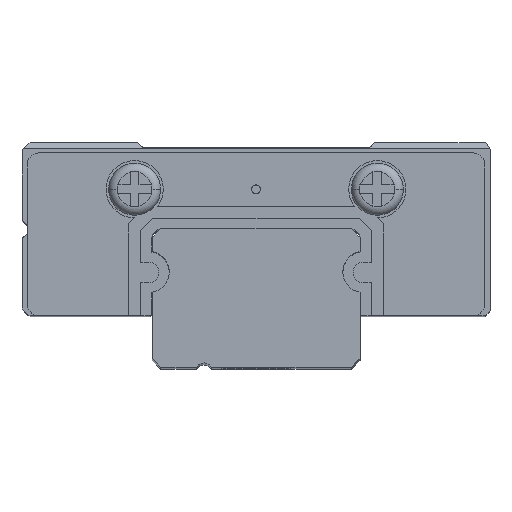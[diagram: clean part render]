
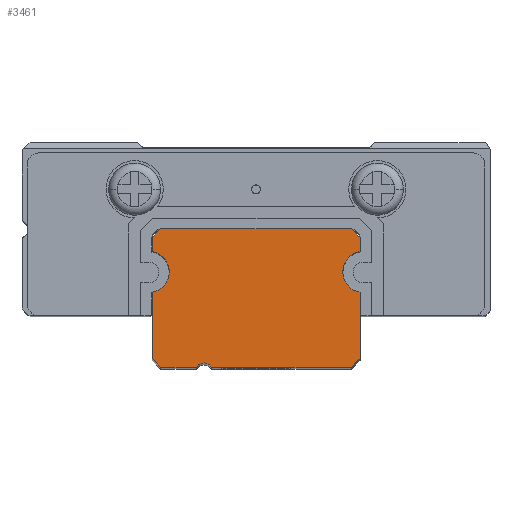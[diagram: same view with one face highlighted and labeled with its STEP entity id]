
A CAD part, top view. The second image highlights one B-rep face of the part: STEP entity #3461.
In plain terms, the highlighted planar face has unit normal (0, 0, 1).
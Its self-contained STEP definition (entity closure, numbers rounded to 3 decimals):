
#58 = CARTESIAN_POINT ( 'NONE',  ( 0., -4., 0. ) ) ;
#110 = CIRCLE ( 'NONE', #2281, 1.19 ) ;
#160 = CARTESIAN_POINT ( 'NONE',  ( -6., 2.674, 0. ) ) ;
#165 = EDGE_CURVE ( 'NONE', #1936, #2206, #5407, .T. ) ;
#217 = VECTOR ( 'NONE', #1534, 1000. ) ;
#332 = EDGE_CURVE ( 'NONE', #1936, #2446, #3556, .T. ) ;
#334 = LINE ( 'NONE', #2288, #5467 ) ;
#387 = CARTESIAN_POINT ( 'NONE',  ( 5.5, -4., 0. ) ) ;
#405 = EDGE_CURVE ( 'NONE', #7926, #7371, #5596, .T. ) ;
#509 = EDGE_CURVE ( 'NONE', #6040, #7371, #3823, .T. ) ;
#528 = CARTESIAN_POINT ( 'NONE',  ( 6., 0., 0. ) ) ;
#540 = VERTEX_POINT ( 'NONE', #1843 ) ;
#581 = LINE ( 'NONE', #8454, #7827 ) ;
#656 = ORIENTED_EDGE ( 'NONE', *, *, #405, .T. ) ;
#679 = EDGE_LOOP ( 'NONE', ( #2417, #4282, #4679, #7753, #7714, #656, #4774, #6687, #1095, #1973, #3748, #7853, #7287, #5279, #5086 ) ) ;
#696 = CARTESIAN_POINT ( 'NONE',  ( 6., 2.674, 0. ) ) ;
#740 = DIRECTION ( 'NONE',  ( 0., 0., 1. ) ) ;
#815 = EDGE_CURVE ( 'NONE', #7977, #8005, #8395, .T. ) ;
#898 = EDGE_CURVE ( 'NONE', #7468, #1698, #3428, .T. ) ;
#1095 = ORIENTED_EDGE ( 'NONE', *, *, #2246, .F. ) ;
#1244 = DIRECTION ( 'NONE',  ( 0., -1., 0. ) ) ;
#1299 = LINE ( 'NONE', #1860, #1488 ) ;
#1318 = EDGE_CURVE ( 'NONE', #7244, #1698, #2375, .T. ) ;
#1447 = CARTESIAN_POINT ( 'NONE',  ( 6., 0., 0. ) ) ;
#1488 = VECTOR ( 'NONE', #4501, 1000. ) ;
#1534 = DIRECTION ( 'NONE',  ( 0., -1., 0. ) ) ;
#1550 = CARTESIAN_POINT ( 'NONE',  ( -6., 0., 0. ) ) ;
#1663 = CARTESIAN_POINT ( 'NONE',  ( -5.5, 4., 0. ) ) ;
#1698 = VERTEX_POINT ( 'NONE', #6172 ) ;
#1839 = AXIS2_PLACEMENT_3D ( 'NONE', #2015, #740, #2608 ) ;
#1843 = CARTESIAN_POINT ( 'NONE',  ( 5.5, 4., 0. ) ) ;
#1860 = CARTESIAN_POINT ( 'NONE',  ( 4.75, 4.75, 0. ) ) ;
#1923 = CARTESIAN_POINT ( 'NONE',  ( -4.75, 4.75, 0. ) ) ;
#1936 = VERTEX_POINT ( 'NONE', #7897 ) ;
#1973 = ORIENTED_EDGE ( 'NONE', *, *, #6405, .T. ) ;
#1978 = CARTESIAN_POINT ( 'NONE',  ( -6.2, 1.5, 0. ) ) ;
#2015 = CARTESIAN_POINT ( 'NONE',  ( -3., -4.25, 0. ) ) ;
#2124 = DIRECTION ( 'NONE',  ( 1., 0., 0. ) ) ;
#2186 = DIRECTION ( 'NONE',  ( 0., 0., 1. ) ) ;
#2206 = VERTEX_POINT ( 'NONE', #3079 ) ;
#2226 = CARTESIAN_POINT ( 'NONE',  ( 6., -3.5, 0. ) ) ;
#2227 = VECTOR ( 'NONE', #5641, 1000. ) ;
#2246 = EDGE_CURVE ( 'NONE', #3912, #5609, #8040, .T. ) ;
#2281 = AXIS2_PLACEMENT_3D ( 'NONE', #1978, #2186, #6197 ) ;
#2288 = CARTESIAN_POINT ( 'NONE',  ( -4.75, -4.75, 0. ) ) ;
#2353 = EDGE_CURVE ( 'NONE', #7244, #7926, #6223, .T. ) ;
#2375 = CIRCLE ( 'NONE', #1839, 0.5 ) ;
#2415 = DIRECTION ( 'NONE',  ( 1., 0., 0. ) ) ;
#2417 = ORIENTED_EDGE ( 'NONE', *, *, #332, .T. ) ;
#2446 = VERTEX_POINT ( 'NONE', #6262 ) ;
#2495 = CARTESIAN_POINT ( 'NONE',  ( 0., 4., 0. ) ) ;
#2608 = DIRECTION ( 'NONE',  ( 1., 0., 0. ) ) ;
#2616 = CARTESIAN_POINT ( 'NONE',  ( -6.2, 1.5, 0. ) ) ;
#2913 = VECTOR ( 'NONE', #1244, 1000. ) ;
#2931 = VECTOR ( 'NONE', #2415, 1000. ) ;
#3079 = CARTESIAN_POINT ( 'NONE',  ( -5.01, 1.5, 0. ) ) ;
#3428 = LINE ( 'NONE', #58, #6373 ) ;
#3461 = ADVANCED_FACE ( 'NONE', ( #4302 ), #5594, .T. ) ;
#3556 = LINE ( 'NONE', #1550, #2227 ) ;
#3595 = DIRECTION ( 'NONE',  ( 0., 0., 1. ) ) ;
#3682 = DIRECTION ( 'NONE',  ( -0.707, -0.707, 0. ) ) ;
#3708 = VECTOR ( 'NONE', #3847, 1000. ) ;
#3748 = ORIENTED_EDGE ( 'NONE', *, *, #8388, .F. ) ;
#3749 = DIRECTION ( 'NONE',  ( 0., 0., 1. ) ) ;
#3823 = LINE ( 'NONE', #528, #2913 ) ;
#3847 = DIRECTION ( 'NONE',  ( 1., 0., 0. ) ) ;
#3887 = CARTESIAN_POINT ( 'NONE',  ( 6., 0.326, 0. ) ) ;
#3912 = VERTEX_POINT ( 'NONE', #7014 ) ;
#4153 = EDGE_CURVE ( 'NONE', #2206, #6062, #110, .T. ) ;
#4282 = ORIENTED_EDGE ( 'NONE', *, *, #5797, .T. ) ;
#4302 = FACE_OUTER_BOUND ( 'NONE', #679, .T. ) ;
#4501 = DIRECTION ( 'NONE',  ( -0.707, 0.707, 0. ) ) ;
#4614 = DIRECTION ( 'NONE',  ( 1., 0., 0. ) ) ;
#4679 = ORIENTED_EDGE ( 'NONE', *, *, #898, .T. ) ;
#4717 = CARTESIAN_POINT ( 'NONE',  ( 6.2, 1.5, 0. ) ) ;
#4774 = ORIENTED_EDGE ( 'NONE', *, *, #509, .F. ) ;
#5037 = CARTESIAN_POINT ( 'NONE',  ( 0., 0., 0. ) ) ;
#5086 = ORIENTED_EDGE ( 'NONE', *, *, #165, .F. ) ;
#5244 = EDGE_CURVE ( 'NONE', #8005, #6062, #581, .T. ) ;
#5279 = ORIENTED_EDGE ( 'NONE', *, *, #4153, .F. ) ;
#5407 = CIRCLE ( 'NONE', #6920, 1.19 ) ;
#5467 = VECTOR ( 'NONE', #5663, 1000. ) ;
#5594 = PLANE ( 'NONE',  #6970 ) ;
#5596 = LINE ( 'NONE', #8229, #7339 ) ;
#5609 = VERTEX_POINT ( 'NONE', #696 ) ;
#5641 = DIRECTION ( 'NONE',  ( 0., -1., 0. ) ) ;
#5663 = DIRECTION ( 'NONE',  ( 0.707, -0.707, 0. ) ) ;
#5797 = EDGE_CURVE ( 'NONE', #2446, #7468, #334, .T. ) ;
#5799 = LINE ( 'NONE', #2495, #3708 ) ;
#5988 = CARTESIAN_POINT ( 'NONE',  ( -2.567, -4., 0. ) ) ;
#6040 = VERTEX_POINT ( 'NONE', #3887 ) ;
#6062 = VERTEX_POINT ( 'NONE', #160 ) ;
#6172 = CARTESIAN_POINT ( 'NONE',  ( -3.433, -4., 0. ) ) ;
#6197 = DIRECTION ( 'NONE',  ( 1., 0., 0. ) ) ;
#6223 = LINE ( 'NONE', #7011, #2931 ) ;
#6234 = DIRECTION ( 'NONE',  ( 1., 0., 0. ) ) ;
#6262 = CARTESIAN_POINT ( 'NONE',  ( -6., -3.5, 0. ) ) ;
#6325 = DIRECTION ( 'NONE',  ( 0.707, 0.707, 0. ) ) ;
#6373 = VECTOR ( 'NONE', #4614, 1000. ) ;
#6378 = DIRECTION ( 'NONE',  ( 1., 0., 0. ) ) ;
#6405 = EDGE_CURVE ( 'NONE', #3912, #540, #1299, .T. ) ;
#6529 = CARTESIAN_POINT ( 'NONE',  ( -6., 3.5, 0. ) ) ;
#6652 = DIRECTION ( 'NONE',  ( 0., 0., -1. ) ) ;
#6687 = ORIENTED_EDGE ( 'NONE', *, *, #8144, .T. ) ;
#6796 = VECTOR ( 'NONE', #3682, 1000. ) ;
#6885 = AXIS2_PLACEMENT_3D ( 'NONE', #4717, #6652, #2124 ) ;
#6920 = AXIS2_PLACEMENT_3D ( 'NONE', #2616, #3749, #6378 ) ;
#6970 = AXIS2_PLACEMENT_3D ( 'NONE', #5037, #3595, #6234 ) ;
#7011 = CARTESIAN_POINT ( 'NONE',  ( 0., -4., 0. ) ) ;
#7014 = CARTESIAN_POINT ( 'NONE',  ( 6., 3.5, 0. ) ) ;
#7030 = CARTESIAN_POINT ( 'NONE',  ( -5.5, -4., 0. ) ) ;
#7244 = VERTEX_POINT ( 'NONE', #5988 ) ;
#7287 = ORIENTED_EDGE ( 'NONE', *, *, #5244, .T. ) ;
#7289 = DIRECTION ( 'NONE',  ( 0., -1., 0. ) ) ;
#7339 = VECTOR ( 'NONE', #6325, 1000. ) ;
#7371 = VERTEX_POINT ( 'NONE', #2226 ) ;
#7468 = VERTEX_POINT ( 'NONE', #7030 ) ;
#7714 = ORIENTED_EDGE ( 'NONE', *, *, #2353, .T. ) ;
#7753 = ORIENTED_EDGE ( 'NONE', *, *, #1318, .F. ) ;
#7827 = VECTOR ( 'NONE', #7289, 1000. ) ;
#7853 = ORIENTED_EDGE ( 'NONE', *, *, #815, .T. ) ;
#7897 = CARTESIAN_POINT ( 'NONE',  ( -6., 0.326, 0. ) ) ;
#7926 = VERTEX_POINT ( 'NONE', #387 ) ;
#7977 = VERTEX_POINT ( 'NONE', #1663 ) ;
#8005 = VERTEX_POINT ( 'NONE', #6529 ) ;
#8040 = LINE ( 'NONE', #1447, #217 ) ;
#8123 = CIRCLE ( 'NONE', #6885, 1.19 ) ;
#8144 = EDGE_CURVE ( 'NONE', #6040, #5609, #8123, .T. ) ;
#8229 = CARTESIAN_POINT ( 'NONE',  ( 4.75, -4.75, 0. ) ) ;
#8388 = EDGE_CURVE ( 'NONE', #7977, #540, #5799, .T. ) ;
#8395 = LINE ( 'NONE', #1923, #6796 ) ;
#8454 = CARTESIAN_POINT ( 'NONE',  ( -6., 0., 0. ) ) ;
